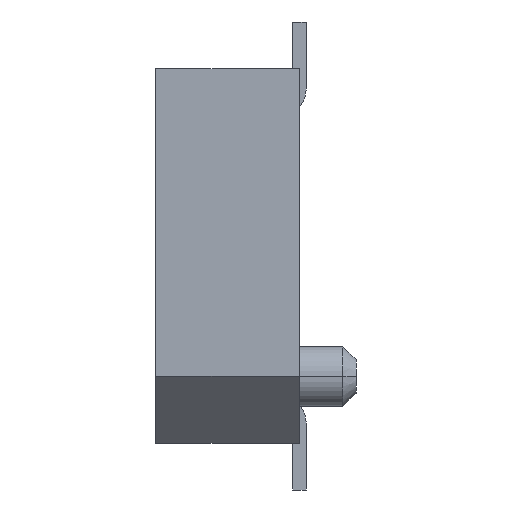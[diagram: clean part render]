
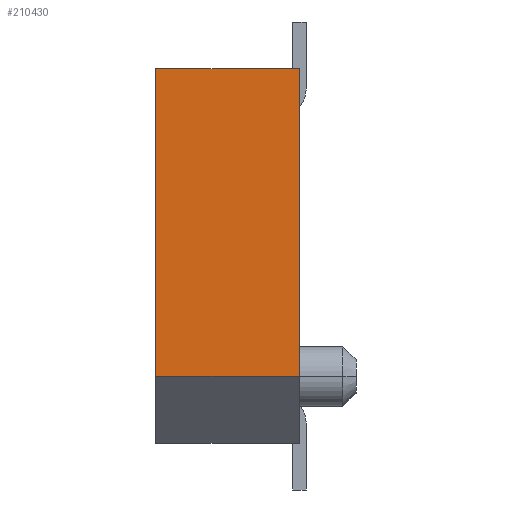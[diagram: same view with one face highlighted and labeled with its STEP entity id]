
A CAD part, left-side view. The second image highlights one B-rep face of the part: STEP entity #210430.
In plain terms, the highlighted planar face has unit normal (-1, 0, 0).
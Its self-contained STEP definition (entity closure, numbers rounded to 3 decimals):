
#132940=CARTESIAN_POINT('',(3.,2.15,2.8));
#132950=VERTEX_POINT('',#132940);
#132980=CARTESIAN_POINT('',(3.,2.15,0.));
#132990=DIRECTION('',(0.,0.,1.));
#133000=VECTOR('',#132990,1.);
#133010=LINE('',#132980,#133000);
#133020=CARTESIAN_POINT('',(3.,2.15,-1.8));
#133030=VERTEX_POINT('',#133020);
#133040=EDGE_CURVE('',#133030,#132950,#133010,.T.);
#176520=CARTESIAN_POINT('',(3.,0.,-1.8));
#176530=VERTEX_POINT('',#176520);
#176560=CARTESIAN_POINT('',(3.,0.,0.));
#176570=DIRECTION('',(0.,0.,-1.));
#176580=VECTOR('',#176570,1.);
#176590=LINE('',#176560,#176580);
#176600=CARTESIAN_POINT('',(3.,0.,2.8));
#176610=VERTEX_POINT('',#176600);
#176620=EDGE_CURVE('',#176610,#176530,#176590,.T.);
#209860=CARTESIAN_POINT('',(3.,0.,-1.8));
#209870=DIRECTION('',(0.,-1.,0.));
#209880=VECTOR('',#209870,1.);
#209890=LINE('',#209860,#209880);
#209900=EDGE_CURVE('',#133030,#176530,#209890,.T.);
#210270=CARTESIAN_POINT('',(3.,1.075,0.25));
#210280=DIRECTION('',(-1.,0.,0.));
#210290=DIRECTION('',(0.,0.,1.));
#210300=AXIS2_PLACEMENT_3D('',#210270,#210280,#210290);
#210310=PLANE('',#210300);
#210320=ORIENTED_EDGE('',*,*,#133040,.F.);
#210330=CARTESIAN_POINT('',(3.,0.,2.8));
#210340=DIRECTION('',(0.,1.,0.));
#210350=VECTOR('',#210340,1.);
#210360=LINE('',#210330,#210350);
#210370=EDGE_CURVE('',#176610,#132950,#210360,.T.);
#210380=ORIENTED_EDGE('',*,*,#210370,.T.);
#210390=ORIENTED_EDGE('',*,*,#176620,.F.);
#210400=ORIENTED_EDGE('',*,*,#209900,.T.);
#210410=EDGE_LOOP('',(#210400,#210390,#210380,#210320));
#210420=FACE_OUTER_BOUND('',#210410,.T.);
#210430=ADVANCED_FACE('',(#210420),#210310,.T.);
